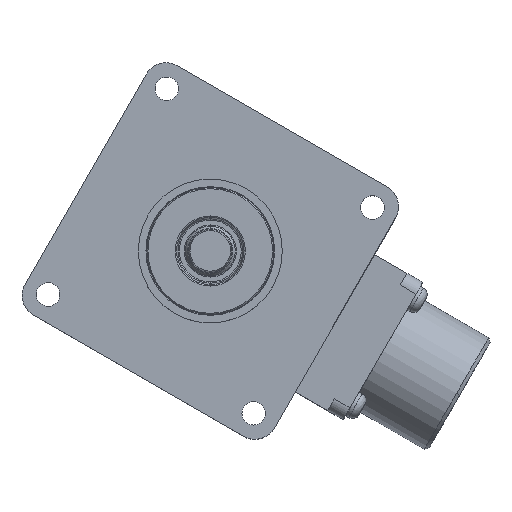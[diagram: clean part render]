
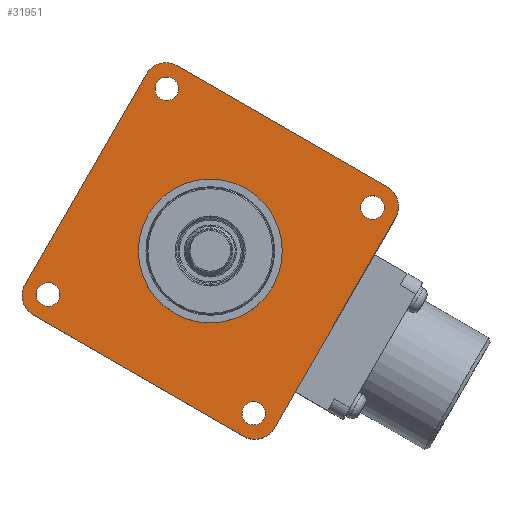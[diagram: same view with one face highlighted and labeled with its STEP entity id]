
A CAD part, top view. The second image highlights one B-rep face of the part: STEP entity #31951.
In plain terms, the highlighted planar face has unit normal (0, 0, 1).
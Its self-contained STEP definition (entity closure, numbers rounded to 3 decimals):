
#10509=DIRECTION('',(0.5,0.866,0.));
#10510=VECTOR('',#10509,53.5);
#10511=CARTESIAN_POINT('',(-40.871,-7.291,22.5));
#10512=LINE('',#10511,#10510);
#10513=CARTESIAN_POINT('',(-9.791,36.541,22.5));
#10514=DIRECTION('',(0.,0.,1.));
#10515=DIRECTION('',(0.5,0.866,0.));
#10516=AXIS2_PLACEMENT_3D('',#10513,#10514,#10515);
#10518=DIRECTION('',(0.866,-0.5,0.));
#10519=VECTOR('',#10518,53.5);
#10520=CARTESIAN_POINT('',(-7.291,40.871,22.5));
#10521=LINE('',#10520,#10519);
#10522=CARTESIAN_POINT('',(36.541,9.791,22.5));
#10523=DIRECTION('',(0.,0.,1.));
#10524=DIRECTION('',(0.866,-0.5,0.));
#10525=AXIS2_PLACEMENT_3D('',#10522,#10523,#10524);
#10527=DIRECTION('',(-0.5,-0.866,0.));
#10528=VECTOR('',#10527,53.5);
#10529=CARTESIAN_POINT('',(40.871,7.291,22.5));
#10530=LINE('',#10529,#10528);
#10531=CARTESIAN_POINT('',(9.791,-36.541,22.5));
#10532=DIRECTION('',(0.,0.,1.));
#10533=DIRECTION('',(-0.5,-0.866,0.));
#10534=AXIS2_PLACEMENT_3D('',#10531,#10532,#10533);
#10536=DIRECTION('',(-0.866,0.5,0.));
#10537=VECTOR('',#10536,53.5);
#10538=CARTESIAN_POINT('',(7.291,-40.871,22.5));
#10539=LINE('',#10538,#10537);
#10540=CARTESIAN_POINT('',(-36.541,-9.791,22.5));
#10541=DIRECTION('',(0.,0.,1.));
#10542=DIRECTION('',(-0.866,0.5,0.));
#10543=AXIS2_PLACEMENT_3D('',#10540,#10541,#10542);
#10545=CARTESIAN_POINT('',(9.59,-35.79,22.5));
#10546=DIRECTION('',(0.,0.,-1.));
#10547=DIRECTION('',(0.,-1.,0.));
#10548=AXIS2_PLACEMENT_3D('',#10545,#10546,#10547);
#10550=CARTESIAN_POINT('',(9.59,-35.79,22.5));
#10551=DIRECTION('',(0.,0.,-1.));
#10552=DIRECTION('',(0.,1.,0.));
#10553=AXIS2_PLACEMENT_3D('',#10550,#10551,#10552);
#10555=CARTESIAN_POINT('',(-35.79,-9.59,22.5));
#10556=DIRECTION('',(0.,0.,-1.));
#10557=DIRECTION('',(0.,-1.,0.));
#10558=AXIS2_PLACEMENT_3D('',#10555,#10556,#10557);
#10560=CARTESIAN_POINT('',(-35.79,-9.59,22.5));
#10561=DIRECTION('',(0.,0.,-1.));
#10562=DIRECTION('',(0.,1.,0.));
#10563=AXIS2_PLACEMENT_3D('',#10560,#10561,#10562);
#10565=CARTESIAN_POINT('',(35.79,9.59,22.5));
#10566=DIRECTION('',(0.,0.,-1.));
#10567=DIRECTION('',(0.,-1.,0.));
#10568=AXIS2_PLACEMENT_3D('',#10565,#10566,#10567);
#10570=CARTESIAN_POINT('',(35.79,9.59,22.5));
#10571=DIRECTION('',(0.,0.,-1.));
#10572=DIRECTION('',(0.,1.,0.));
#10573=AXIS2_PLACEMENT_3D('',#10570,#10571,#10572);
#10575=CARTESIAN_POINT('',(-9.59,35.79,22.5));
#10576=DIRECTION('',(0.,0.,-1.));
#10577=DIRECTION('',(0.,-1.,0.));
#10578=AXIS2_PLACEMENT_3D('',#10575,#10576,#10577);
#10580=CARTESIAN_POINT('',(-9.59,35.79,22.5));
#10581=DIRECTION('',(0.,0.,-1.));
#10582=DIRECTION('',(0.,1.,0.));
#10583=AXIS2_PLACEMENT_3D('',#10580,#10581,#10582);
#10637=CARTESIAN_POINT('',(0.,0.,22.5));
#10638=DIRECTION('',(0.,0.,1.));
#10639=DIRECTION('',(0.,1.,0.));
#10640=AXIS2_PLACEMENT_3D('',#10637,#10638,#10639);
#10656=CARTESIAN_POINT('',(0.,0.,22.5));
#10657=DIRECTION('',(0.,0.,-1.));
#10658=DIRECTION('',(0.,1.,0.));
#10659=AXIS2_PLACEMENT_3D('',#10656,#10657,#10658);
#17494=CARTESIAN_POINT('',(-40.871,-7.291,22.5));
#17496=VERTEX_POINT('',#17494);
#17498=CARTESIAN_POINT('',(-14.121,39.041,22.5));
#17500=VERTEX_POINT('',#17498);
#17502=CARTESIAN_POINT('',(-7.291,40.871,22.5));
#17504=VERTEX_POINT('',#17502);
#17506=CARTESIAN_POINT('',(39.041,14.121,22.5));
#17508=VERTEX_POINT('',#17506);
#17510=CARTESIAN_POINT('',(40.871,7.291,22.5));
#17512=VERTEX_POINT('',#17510);
#17514=CARTESIAN_POINT('',(14.121,-39.041,22.5));
#17516=VERTEX_POINT('',#17514);
#17518=CARTESIAN_POINT('',(7.291,-40.871,22.5));
#17520=VERTEX_POINT('',#17518);
#17522=CARTESIAN_POINT('',(-39.041,-14.121,22.5));
#17524=VERTEX_POINT('',#17522);
#17526=CARTESIAN_POINT('',(0.,15.875,22.5));
#17527=CARTESIAN_POINT('',(0.,-15.875,22.5));
#17528=VERTEX_POINT('',#17526);
#17529=VERTEX_POINT('',#17527);
#17534=CARTESIAN_POINT('',(-9.59,33.19,22.5));
#17535=CARTESIAN_POINT('',(-9.59,38.39,22.5));
#17536=VERTEX_POINT('',#17534);
#17537=VERTEX_POINT('',#17535);
#17542=CARTESIAN_POINT('',(35.79,6.99,22.5));
#17543=CARTESIAN_POINT('',(35.79,12.19,22.5));
#17544=VERTEX_POINT('',#17542);
#17545=VERTEX_POINT('',#17543);
#17550=CARTESIAN_POINT('',(-35.79,-12.19,22.5));
#17551=CARTESIAN_POINT('',(-35.79,-6.99,22.5));
#17552=VERTEX_POINT('',#17550);
#17553=VERTEX_POINT('',#17551);
#17558=CARTESIAN_POINT('',(9.59,-38.39,22.5));
#17559=CARTESIAN_POINT('',(9.59,-33.19,22.5));
#17560=VERTEX_POINT('',#17558);
#17561=VERTEX_POINT('',#17559);
#31900=CARTESIAN_POINT('',(0.,0.,22.5));
#31901=DIRECTION('',(0.,0.,-1.));
#31902=DIRECTION('',(0.,1.,0.));
#31903=AXIS2_PLACEMENT_3D('',#31900,#31901,#31902);
#31904=PLANE('',#31903);
#31905=ORIENTED_EDGE('',*,*,#31881,.T.);
#31907=ORIENTED_EDGE('',*,*,#31906,.F.);
#31909=ORIENTED_EDGE('',*,*,#31908,.T.);
#31911=ORIENTED_EDGE('',*,*,#31910,.F.);
#31913=ORIENTED_EDGE('',*,*,#31912,.T.);
#31915=ORIENTED_EDGE('',*,*,#31914,.F.);
#31917=ORIENTED_EDGE('',*,*,#31916,.T.);
#31918=ORIENTED_EDGE('',*,*,#31892,.F.);
#31919=EDGE_LOOP('',(#31905,#31907,#31909,#31911,#31913,#31915,#31917,#31918));
#31920=FACE_OUTER_BOUND('',#31919,.F.);
#31922=ORIENTED_EDGE('',*,*,#31921,.F.);
#31924=ORIENTED_EDGE('',*,*,#31923,.F.);
#31925=EDGE_LOOP('',(#31922,#31924));
#31926=FACE_BOUND('',#31925,.F.);
#31928=ORIENTED_EDGE('',*,*,#31927,.F.);
#31930=ORIENTED_EDGE('',*,*,#31929,.F.);
#31931=EDGE_LOOP('',(#31928,#31930));
#31932=FACE_BOUND('',#31931,.F.);
#31934=ORIENTED_EDGE('',*,*,#31933,.F.);
#31936=ORIENTED_EDGE('',*,*,#31935,.F.);
#31937=EDGE_LOOP('',(#31934,#31936));
#31938=FACE_BOUND('',#31937,.F.);
#31940=ORIENTED_EDGE('',*,*,#31939,.T.);
#31942=ORIENTED_EDGE('',*,*,#31941,.F.);
#31943=EDGE_LOOP('',(#31940,#31942));
#31944=FACE_BOUND('',#31943,.F.);
#31946=ORIENTED_EDGE('',*,*,#31945,.F.);
#31948=ORIENTED_EDGE('',*,*,#31947,.F.);
#31949=EDGE_LOOP('',(#31946,#31948));
#31950=FACE_BOUND('',#31949,.F.);
#10517=CIRCLE('',#10516,5.);
#10526=CIRCLE('',#10525,5.);
#10535=CIRCLE('',#10534,5.);
#10544=CIRCLE('',#10543,5.);
#10549=CIRCLE('',#10548,2.6);
#10554=CIRCLE('',#10553,2.6);
#10559=CIRCLE('',#10558,2.6);
#10564=CIRCLE('',#10563,2.6);
#10569=CIRCLE('',#10568,2.6);
#10574=CIRCLE('',#10573,2.6);
#10579=CIRCLE('',#10578,2.6);
#10584=CIRCLE('',#10583,2.6);
#10641=CIRCLE('',#10640,15.875);
#10660=CIRCLE('',#10659,15.875);
#31881=EDGE_CURVE('',#17496,#17500,#10512,.T.);
#31892=EDGE_CURVE('',#17496,#17524,#10544,.T.);
#31906=EDGE_CURVE('',#17504,#17500,#10517,.T.);
#31908=EDGE_CURVE('',#17504,#17508,#10521,.T.);
#31910=EDGE_CURVE('',#17512,#17508,#10526,.T.);
#31912=EDGE_CURVE('',#17512,#17516,#10530,.T.);
#31914=EDGE_CURVE('',#17520,#17516,#10535,.T.);
#31916=EDGE_CURVE('',#17520,#17524,#10539,.T.);
#31921=EDGE_CURVE('',#17560,#17561,#10549,.T.);
#31923=EDGE_CURVE('',#17561,#17560,#10554,.T.);
#31927=EDGE_CURVE('',#17552,#17553,#10559,.T.);
#31929=EDGE_CURVE('',#17553,#17552,#10564,.T.);
#31933=EDGE_CURVE('',#17544,#17545,#10569,.T.);
#31935=EDGE_CURVE('',#17545,#17544,#10574,.T.);
#31939=EDGE_CURVE('',#17528,#17529,#10641,.T.);
#31941=EDGE_CURVE('',#17528,#17529,#10660,.T.);
#31945=EDGE_CURVE('',#17536,#17537,#10579,.T.);
#31947=EDGE_CURVE('',#17537,#17536,#10584,.T.);
#31951=ADVANCED_FACE('',(#31920,#31926,#31932,#31938,#31944,#31950),#31904,.F.);
